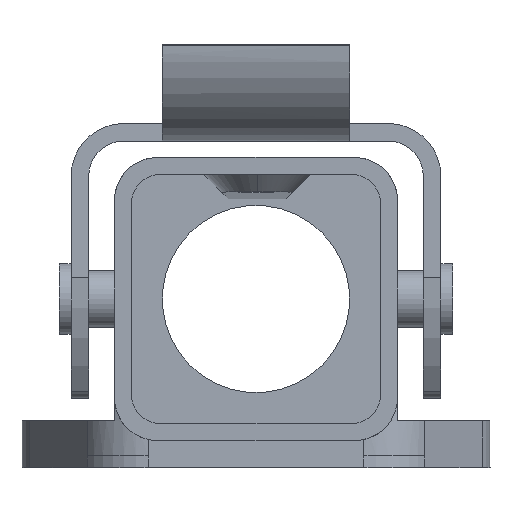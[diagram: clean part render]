
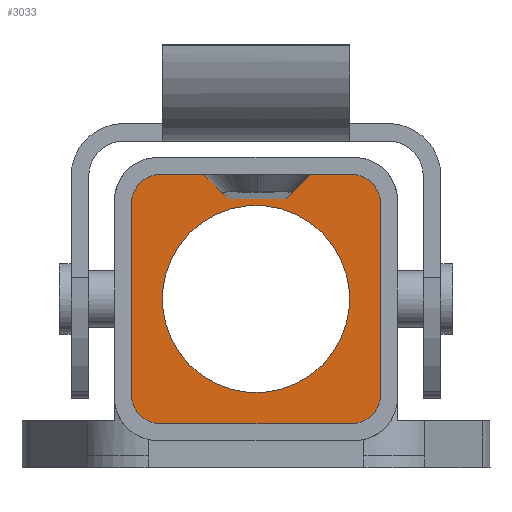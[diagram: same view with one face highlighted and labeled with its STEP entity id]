
A CAD part, front view. The second image highlights one B-rep face of the part: STEP entity #3033.
In plain terms, the highlighted planar face has unit normal (0, -1, 0).
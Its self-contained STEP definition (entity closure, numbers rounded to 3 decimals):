
#2296=CIRCLE('',#9891,8.);
#2297=CIRCLE('',#9893,2.5);
#2301=CIRCLE('',#9904,2.5);
#2422=FACE_BOUND('',#3739,.T.);
#2423=FACE_BOUND('',#3740,.T.);
#2721=PLANE('',#9905);
#3033=ADVANCED_FACE('',(#2422,#2423),#2721,.F.);
#3739=EDGE_LOOP('',(#5125));
#3740=EDGE_LOOP('',(#5126,#5127,#5128,#5129,#5130,#5131,#5132,#5133,#5134,
#5135));
#3889=B_SPLINE_CURVE_WITH_KNOTS('',3,(#13381,#13382,#13383,#13384),
 .UNSPECIFIED.,.F.,.F.,(4,4),(0.,1.),.UNSPECIFIED.);
#5125=ORIENTED_EDGE('',*,*,#7272,.F.);
#5126=ORIENTED_EDGE('',*,*,#7293,.F.);
#5127=ORIENTED_EDGE('',*,*,#7294,.F.);
#5128=ORIENTED_EDGE('',*,*,#7295,.F.);
#5129=ORIENTED_EDGE('',*,*,#7289,.F.);
#5130=ORIENTED_EDGE('',*,*,#7283,.F.);
#5131=ORIENTED_EDGE('',*,*,#7284,.F.);
#5132=ORIENTED_EDGE('',*,*,#7296,.F.);
#5133=ORIENTED_EDGE('',*,*,#7292,.F.);
#5134=ORIENTED_EDGE('',*,*,#7273,.F.);
#5135=ORIENTED_EDGE('',*,*,#7297,.F.);
#6378=VERTEX_POINT('',#13347);
#6379=VERTEX_POINT('',#13350);
#6380=VERTEX_POINT('',#13351);
#6386=VERTEX_POINT('',#13367);
#6389=VERTEX_POINT('',#13378);
#6390=VERTEX_POINT('',#13385);
#6391=VERTEX_POINT('',#13430);
#6392=VERTEX_POINT('',#13432);
#6394=VERTEX_POINT('',#13439);
#6395=VERTEX_POINT('',#13440);
#6396=VERTEX_POINT('',#13442);
#7272=EDGE_CURVE('',#6378,#6378,#2296,.T.);
#7273=EDGE_CURVE('',#6379,#6380,#2297,.T.);
#7283=EDGE_CURVE('',#6389,#6386,#8617,.T.);
#7284=EDGE_CURVE('',#6390,#6389,#3889,.T.);
#7289=EDGE_CURVE('',#6386,#6392,#8619,.T.);
#7292=EDGE_CURVE('',#6380,#6391,#8622,.T.);
#7293=EDGE_CURVE('',#6394,#6395,#8623,.T.);
#7294=EDGE_CURVE('',#6396,#6394,#8624,.T.);
#7295=EDGE_CURVE('',#6392,#6396,#2301,.T.);
#7296=EDGE_CURVE('',#6391,#6390,#8625,.T.);
#7297=EDGE_CURVE('',#6395,#6379,#8626,.T.);
#8617=LINE('',#13379,#9463);
#8619=LINE('',#13431,#9465);
#8622=LINE('',#13436,#9468);
#8623=LINE('',#13438,#9469);
#8624=LINE('',#13441,#9470);
#8625=LINE('',#13444,#9471);
#8626=LINE('',#13445,#9472);
#9463=VECTOR('',#11310,1.);
#9465=VECTOR('',#11316,1.);
#9468=VECTOR('',#11319,1.);
#9469=VECTOR('',#11322,1.);
#9470=VECTOR('',#11323,1.);
#9471=VECTOR('',#11326,1.);
#9472=VECTOR('',#11327,1.);
#9891=AXIS2_PLACEMENT_3D('',#13346,#11287,#11288);
#9893=AXIS2_PLACEMENT_3D('',#13349,#11291,#11292);
#9904=AXIS2_PLACEMENT_3D('',#13443,#11324,#11325);
#9905=AXIS2_PLACEMENT_3D('',#13446,#11328,#11329);
#11287=DIRECTION('',(0.,-1.,0.));
#11288=DIRECTION('',(-0.707,0.,0.707));
#11291=DIRECTION('',(0.,1.,0.));
#11292=DIRECTION('',(-1.,0.,0.));
#11310=DIRECTION('',(0.707,0.,0.707));
#11316=DIRECTION('',(1.,0.,0.));
#11319=DIRECTION('',(1.,0.,0.));
#11322=DIRECTION('',(-1.,0.,0.));
#11323=DIRECTION('',(0.,0.,-1.));
#11324=DIRECTION('',(0.,1.,0.));
#11325=DIRECTION('',(-1.,0.,0.));
#11326=DIRECTION('',(0.707,0.,-0.707));
#11327=DIRECTION('',(0.,0.,1.));
#11328=DIRECTION('',(0.,1.,0.));
#11329=DIRECTION('',(0.,0.,1.));
#13346=CARTESIAN_POINT('',(0.,42.75,0.));
#13347=CARTESIAN_POINT('',(-5.657,42.75,5.657));
#13349=CARTESIAN_POINT('',(-8.15,42.75,8.15));
#13350=CARTESIAN_POINT('',(-10.65,42.75,8.15));
#13351=CARTESIAN_POINT('',(-8.15,42.75,10.65));
#13367=CARTESIAN_POINT('',(4.65,42.75,10.65));
#13378=CARTESIAN_POINT('',(2.568,42.75,8.568));
#13379=CARTESIAN_POINT('',(2.568,42.75,8.568));
#13381=CARTESIAN_POINT('',(-2.368,42.75,8.569));
#13382=CARTESIAN_POINT('',(-0.723,42.75,8.569));
#13383=CARTESIAN_POINT('',(0.923,42.75,8.569));
#13384=CARTESIAN_POINT('',(2.568,42.75,8.569));
#13385=CARTESIAN_POINT('',(-2.368,42.75,8.568));
#13430=CARTESIAN_POINT('',(-4.45,42.75,10.65));
#13431=CARTESIAN_POINT('',(-11.382,42.75,10.65));
#13432=CARTESIAN_POINT('',(8.15,42.75,10.65));
#13436=CARTESIAN_POINT('',(-11.382,42.75,10.65));
#13438=CARTESIAN_POINT('',(10.15,42.75,-14.4));
#13439=CARTESIAN_POINT('',(10.65,42.75,-14.4));
#13440=CARTESIAN_POINT('',(-10.65,42.75,-14.4));
#13441=CARTESIAN_POINT('',(10.65,42.75,-14.5));
#13442=CARTESIAN_POINT('',(10.65,42.75,8.15));
#13443=CARTESIAN_POINT('',(8.15,42.75,8.15));
#13444=CARTESIAN_POINT('',(-3.95,42.75,10.15));
#13445=CARTESIAN_POINT('',(-10.65,42.75,-14.5));
#13446=CARTESIAN_POINT('',(-11.382,42.75,-14.5));
